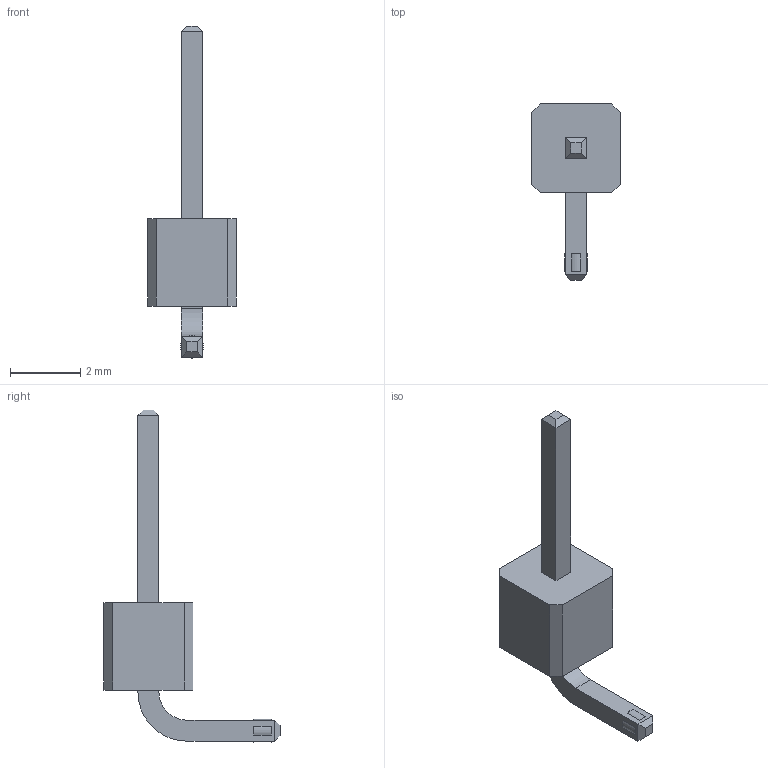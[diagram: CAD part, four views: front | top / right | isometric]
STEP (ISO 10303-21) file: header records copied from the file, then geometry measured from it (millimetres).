
FILE_DESCRIPTION(/* description */ (''),/* implementation_level */ '2;1');
FILE_NAME(/* name */ 'Stiftleiste_Male_90_1.stp',/* time_stamp */ '2017-10-25T17:55:03+02:00',/* author */ ('Alex'),/* organization */ (''),/* preprocessor_version */ 'ST-DEVELOPER v16.5',/* originating_system */ 'Autodesk Inventor 2017',/* authorisation */ '');
FILE_SCHEMA (('AUTOMOTIVE_DESIGN { 1 0 10303 214 3 1 1 }'));
Length unit declared in the file: millimetre
Products named in the file (1): Stiftleiste_Male_90_1
Bounding box: 2.54 x 5.03 x 9.48 mm (x, y, z)
Volume: 19.4 mm3; surface area: 60 mm2
Topology: 1 solids, 1 shells, 44 faces, 100 edges, 64 vertices
Faces by surface type: plane 38, cylinder 6
Entity records: 1285 total; most frequent: CARTESIAN_POINT 209, DIRECTION 202, ORIENTED_EDGE 200, EDGE_CURVE 100, LINE 88, VECTOR 88, VERTEX_POINT 64, AXIS2_PLACEMENT_3D 57
